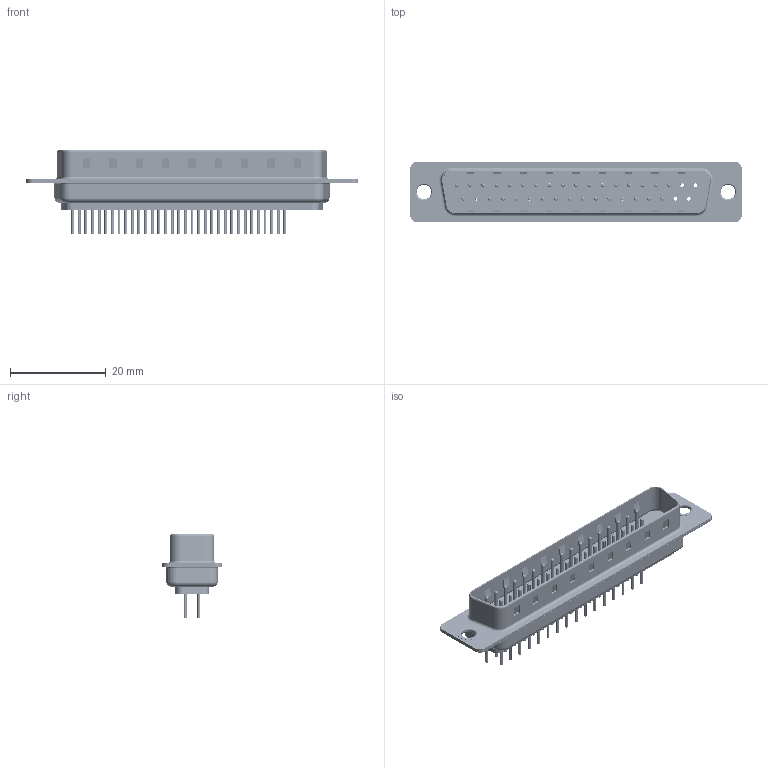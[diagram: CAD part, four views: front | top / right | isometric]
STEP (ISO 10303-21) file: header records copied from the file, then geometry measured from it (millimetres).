
FILE_DESCRIPTION (( 'STEP AP203' ), '1' );
FILE_NAME ('MHDD-37MNS-A1.STEP', '2025-11-12T20:24:02', ( '' ), ( '' ), 'SwSTEP 2.0', 'SolidWorks 2023', '' );
FILE_SCHEMA (( 'CONFIG_CONTROL_DESIGN' ));
Length unit declared in the file: millimetre
Products named in the file (7): MHDD Contact Row 1_20L; MHDD Shell Front_37 Contacts; MHDD Contact Row 2_20L; MHDD Thru Hole Rivet; MHDD-37MNS-A1; MHDD Shell Rear_37 Contacts; MHDD Housing_37 LP
Assembly tree (38 placements, depth 2):
  MHDD-37MNS-A1
    MHDD Housing_37 LP
    MHDD Shell Front_37 Contacts
    MHDD Shell Rear_37 Contacts
    MHDD Contact Row 1_20L  x17
    MHDD Contact Row 2_20L  x16
    MHDD Thru Hole Rivet  x2
Bounding box: 69.32 x 12.6 x 17.42 mm (x, y, z)
Volume: 3556 mm3; surface area: 10099.4 mm2
Topology: 38 solids, 38 shells, 3652 faces, 9528 edges, 5905 vertices
Faces by surface type: cylinder 1370, plane 1003, torus 949, cone 330
Entity records: 27517 total; most frequent: CARTESIAN_POINT 4880, DIRECTION 4747, ORIENTED_EDGE 4142, EDGE_CURVE 2071, AXIS2_PLACEMENT_3D 1872, VERTEX_POINT 1324, EDGE_LOOP 1049, VECTOR 1003
